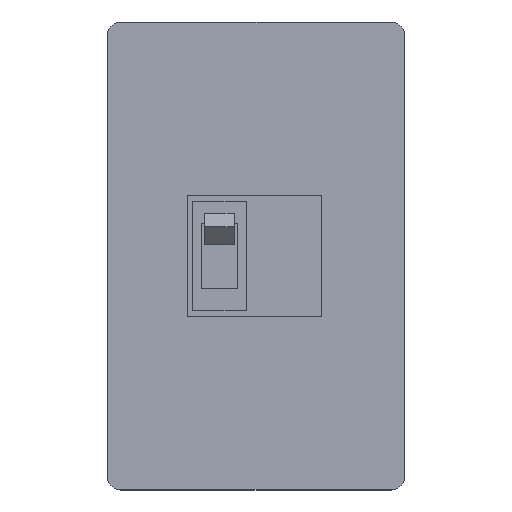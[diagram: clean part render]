
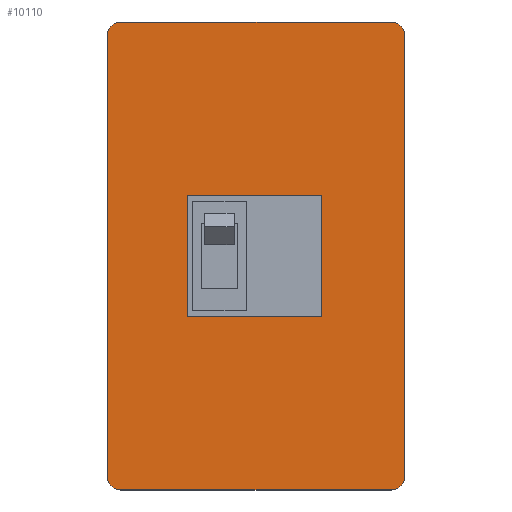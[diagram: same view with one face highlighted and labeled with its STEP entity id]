
A CAD part, top view. The second image highlights one B-rep face of the part: STEP entity #10110.
In plain terms, the highlighted planar face has unit normal (0, 0, 1).
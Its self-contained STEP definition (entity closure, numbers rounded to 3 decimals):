
#12 = CARTESIAN_POINT ( 'NONE',  ( -55.5, -90.5, 15. ) ) ;
#191 = DIRECTION ( 'NONE',  ( -1., 0., 0. ) ) ;
#386 = EDGE_CURVE ( 'NONE', #4468, #8703, #815, .T. ) ;
#781 = LINE ( 'NONE', #1536, #10543 ) ;
#815 = CIRCLE ( 'NONE', #5896, 5.5 ) ;
#855 = DIRECTION ( 'NONE',  ( 1., 0., 0. ) ) ;
#977 = DIRECTION ( 'NONE',  ( 1., 0., 0. ) ) ;
#983 = VECTOR ( 'NONE', #2542, 1000. ) ;
#1115 = LINE ( 'NONE', #4897, #5856 ) ;
#1170 = CARTESIAN_POINT ( 'NONE',  ( 26.7, 25., 15. ) ) ;
#1263 = VECTOR ( 'NONE', #4112, 1000. ) ;
#1484 = VERTEX_POINT ( 'NONE', #2025 ) ;
#1536 = CARTESIAN_POINT ( 'NONE',  ( 26.7, 25., 15. ) ) ;
#1681 = CARTESIAN_POINT ( 'NONE',  ( 61., 90.5, 15. ) ) ;
#1695 = ORIENTED_EDGE ( 'NONE', *, *, #9704, .T. ) ;
#1703 = VECTOR ( 'NONE', #5956, 1000. ) ;
#1863 = CIRCLE ( 'NONE', #6200, 5.5 ) ;
#1936 = ORIENTED_EDGE ( 'NONE', *, *, #386, .T. ) ;
#1967 = EDGE_LOOP ( 'NONE', ( #3443, #9436, #7867, #1936, #8131, #3705, #9925, #1695 ) ) ;
#1999 = LINE ( 'NONE', #3165, #1703 ) ;
#2025 = CARTESIAN_POINT ( 'NONE',  ( -28.3, 25., 15. ) ) ;
#2542 = DIRECTION ( 'NONE',  ( -1., 0., 0. ) ) ;
#2608 = EDGE_CURVE ( 'NONE', #3777, #7761, #8699, .T. ) ;
#2623 = CARTESIAN_POINT ( 'NONE',  ( 27., 25., 15. ) ) ;
#2955 = DIRECTION ( 'NONE',  ( 1., 0., 0. ) ) ;
#3165 = CARTESIAN_POINT ( 'NONE',  ( -28.3, 25., 15. ) ) ;
#3198 = EDGE_CURVE ( 'NONE', #4169, #1484, #6324, .T. ) ;
#3217 = AXIS2_PLACEMENT_3D ( 'NONE', #12, #6646, #977 ) ;
#3226 = VECTOR ( 'NONE', #191, 1000. ) ;
#3443 = ORIENTED_EDGE ( 'NONE', *, *, #10999, .T. ) ;
#3463 = DIRECTION ( 'NONE',  ( 0., 1., 0. ) ) ;
#3620 = CARTESIAN_POINT ( 'NONE',  ( -61., 90.5, 15. ) ) ;
#3705 = ORIENTED_EDGE ( 'NONE', *, *, #8552, .T. ) ;
#3712 = CARTESIAN_POINT ( 'NONE',  ( 55.5, -90.5, 15. ) ) ;
#3777 = VERTEX_POINT ( 'NONE', #11537 ) ;
#4112 = DIRECTION ( 'NONE',  ( 0., -1., 0. ) ) ;
#4130 = CARTESIAN_POINT ( 'NONE',  ( -55.5, 90.5, 15. ) ) ;
#4169 = VERTEX_POINT ( 'NONE', #1170 ) ;
#4468 = VERTEX_POINT ( 'NONE', #5447 ) ;
#4680 = CARTESIAN_POINT ( 'NONE',  ( 26.7, -25., 15. ) ) ;
#4811 = CIRCLE ( 'NONE', #8711, 5.5 ) ;
#4897 = CARTESIAN_POINT ( 'NONE',  ( 61., 96., 15. ) ) ;
#4917 = DIRECTION ( 'NONE',  ( 0., 0., 1. ) ) ;
#4989 = EDGE_CURVE ( 'NONE', #7761, #4169, #781, .T. ) ;
#5019 = FACE_OUTER_BOUND ( 'NONE', #1967, .T. ) ;
#5086 = DIRECTION ( 'NONE',  ( 1., 0., 0. ) ) ;
#5097 = ORIENTED_EDGE ( 'NONE', *, *, #4989, .F. ) ;
#5447 = CARTESIAN_POINT ( 'NONE',  ( 55.5, -96., 15. ) ) ;
#5701 = CARTESIAN_POINT ( 'NONE',  ( -61., -96., 15. ) ) ;
#5824 = DIRECTION ( 'NONE',  ( 0., 1., 0. ) ) ;
#5856 = VECTOR ( 'NONE', #5824, 1000. ) ;
#5896 = AXIS2_PLACEMENT_3D ( 'NONE', #3712, #12104, #855 ) ;
#5956 = DIRECTION ( 'NONE',  ( 0., 1., 0. ) ) ;
#6145 = VECTOR ( 'NONE', #7687, 1000. ) ;
#6200 = AXIS2_PLACEMENT_3D ( 'NONE', #10536, #4917, #11485 ) ;
#6272 = VERTEX_POINT ( 'NONE', #11885 ) ;
#6324 = LINE ( 'NONE', #2623, #983 ) ;
#6490 = CARTESIAN_POINT ( 'NONE',  ( -61., -90.5, 15. ) ) ;
#6492 = VECTOR ( 'NONE', #10890, 1000. ) ;
#6646 = DIRECTION ( 'NONE',  ( 0., 0., 1. ) ) ;
#6886 = CARTESIAN_POINT ( 'NONE',  ( -61., 96., 15. ) ) ;
#6915 = VERTEX_POINT ( 'NONE', #11689 ) ;
#7107 = VERTEX_POINT ( 'NONE', #3620 ) ;
#7158 = VERTEX_POINT ( 'NONE', #6490 ) ;
#7644 = VERTEX_POINT ( 'NONE', #1681 ) ;
#7667 = PLANE ( 'NONE',  #8168 ) ;
#7687 = DIRECTION ( 'NONE',  ( 1., 0., 0. ) ) ;
#7761 = VERTEX_POINT ( 'NONE', #4680 ) ;
#7836 = VERTEX_POINT ( 'NONE', #9518 ) ;
#7867 = ORIENTED_EDGE ( 'NONE', *, *, #11397, .T. ) ;
#8131 = ORIENTED_EDGE ( 'NONE', *, *, #11412, .T. ) ;
#8168 = AXIS2_PLACEMENT_3D ( 'NONE', #8553, #8599, #2955 ) ;
#8552 = EDGE_CURVE ( 'NONE', #7644, #6915, #1863, .T. ) ;
#8553 = CARTESIAN_POINT ( 'NONE',  ( 0., 0., 15. ) ) ;
#8599 = DIRECTION ( 'NONE',  ( 0., 0., 1. ) ) ;
#8641 = EDGE_CURVE ( 'NONE', #3777, #1484, #1999, .T. ) ;
#8660 = LINE ( 'NONE', #5701, #6145 ) ;
#8699 = LINE ( 'NONE', #12267, #6492 ) ;
#8703 = VERTEX_POINT ( 'NONE', #9907 ) ;
#8711 = AXIS2_PLACEMENT_3D ( 'NONE', #4130, #10701, #5086 ) ;
#8784 = ORIENTED_EDGE ( 'NONE', *, *, #3198, .F. ) ;
#8883 = EDGE_LOOP ( 'NONE', ( #11530, #8784, #5097, #11793 ) ) ;
#9078 = LINE ( 'NONE', #6886, #1263 ) ;
#9436 = ORIENTED_EDGE ( 'NONE', *, *, #11320, .T. ) ;
#9518 = CARTESIAN_POINT ( 'NONE',  ( -55.5, 96., 15. ) ) ;
#9704 = EDGE_CURVE ( 'NONE', #7836, #7107, #4811, .T. ) ;
#9907 = CARTESIAN_POINT ( 'NONE',  ( 61., -90.5, 15. ) ) ;
#9925 = ORIENTED_EDGE ( 'NONE', *, *, #10188, .T. ) ;
#9995 = FACE_BOUND ( 'NONE', #8883, .T. ) ;
#10110 = ADVANCED_FACE ( 'NONE', ( #9995, #5019 ), #7667, .T. ) ;
#10131 = CIRCLE ( 'NONE', #3217, 5.5 ) ;
#10188 = EDGE_CURVE ( 'NONE', #6915, #7836, #10723, .T. ) ;
#10536 = CARTESIAN_POINT ( 'NONE',  ( 55.5, 90.5, 15. ) ) ;
#10543 = VECTOR ( 'NONE', #3463, 1000. ) ;
#10701 = DIRECTION ( 'NONE',  ( 0., 0., 1. ) ) ;
#10723 = LINE ( 'NONE', #11519, #3226 ) ;
#10890 = DIRECTION ( 'NONE',  ( 1., 0., 0. ) ) ;
#10999 = EDGE_CURVE ( 'NONE', #7107, #7158, #9078, .T. ) ;
#11320 = EDGE_CURVE ( 'NONE', #7158, #6272, #10131, .T. ) ;
#11397 = EDGE_CURVE ( 'NONE', #6272, #4468, #8660, .T. ) ;
#11412 = EDGE_CURVE ( 'NONE', #8703, #7644, #1115, .T. ) ;
#11485 = DIRECTION ( 'NONE',  ( 1., 0., 0. ) ) ;
#11519 = CARTESIAN_POINT ( 'NONE',  ( -61., 96., 15. ) ) ;
#11530 = ORIENTED_EDGE ( 'NONE', *, *, #8641, .T. ) ;
#11537 = CARTESIAN_POINT ( 'NONE',  ( -28.3, -25., 15. ) ) ;
#11689 = CARTESIAN_POINT ( 'NONE',  ( 55.5, 96., 15. ) ) ;
#11793 = ORIENTED_EDGE ( 'NONE', *, *, #2608, .F. ) ;
#11885 = CARTESIAN_POINT ( 'NONE',  ( -55.5, -96., 15. ) ) ;
#12104 = DIRECTION ( 'NONE',  ( 0., 0., 1. ) ) ;
#12267 = CARTESIAN_POINT ( 'NONE',  ( -27., -25., 15. ) ) ;
